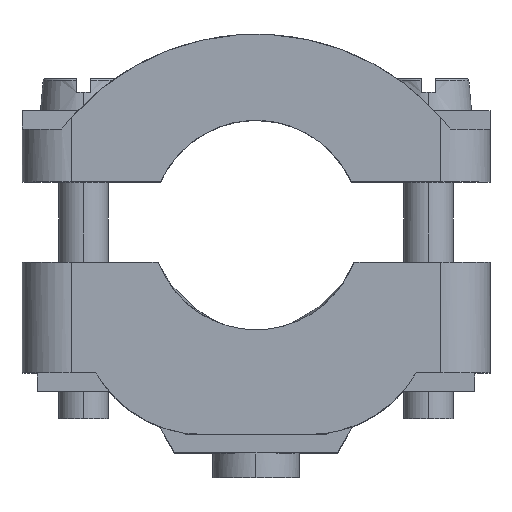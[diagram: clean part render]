
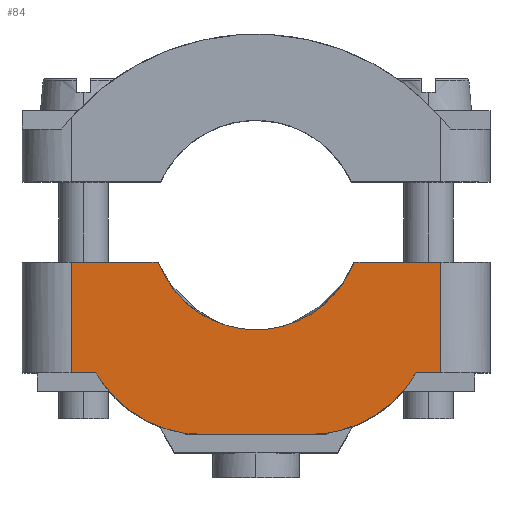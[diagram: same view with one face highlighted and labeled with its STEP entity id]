
A CAD part, top view. The second image highlights one B-rep face of the part: STEP entity #84.
In plain terms, the highlighted planar face has unit normal (0, 0, 1).
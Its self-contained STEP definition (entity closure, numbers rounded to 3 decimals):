
#84=ADVANCED_FACE('',(#201),#1869,.T.);
#201=FACE_OUTER_BOUND('',#324,.T.);
#324=EDGE_LOOP('',(#597,#598,#599,#600,#601,#602,#603,#604,#605,#606));
#597=ORIENTED_EDGE('',*,*,#1134,.F.);
#598=ORIENTED_EDGE('',*,*,#1110,.T.);
#599=ORIENTED_EDGE('',*,*,#1143,.F.);
#600=ORIENTED_EDGE('',*,*,#1114,.T.);
#601=ORIENTED_EDGE('',*,*,#1135,.F.);
#602=ORIENTED_EDGE('',*,*,#1136,.F.);
#603=ORIENTED_EDGE('',*,*,#1178,.F.);
#604=ORIENTED_EDGE('',*,*,#1131,.T.);
#605=ORIENTED_EDGE('',*,*,#1174,.F.);
#606=ORIENTED_EDGE('',*,*,#1133,.F.);
#1110=EDGE_CURVE('',#1699,#1700,#1498,.T.);
#1114=EDGE_CURVE('',#1706,#1705,#1502,.T.);
#1131=EDGE_CURVE('',#1724,#1723,#1519,.T.);
#1133=EDGE_CURVE('',#1725,#1726,#1521,.T.);
#1134=EDGE_CURVE('',#1699,#1725,#1522,.T.);
#1135=EDGE_CURVE('',#1727,#1705,#1523,.T.);
#1136=EDGE_CURVE('',#1728,#1727,#1524,.T.);
#1143=EDGE_CURVE('',#1706,#1700,#1383,.T.);
#1174=EDGE_CURVE('',#1726,#1723,#1390,.T.);
#1178=EDGE_CURVE('',#1724,#1728,#1394,.T.);
#1383=(
BOUNDED_CURVE()
B_SPLINE_CURVE(2,(#3315,#3316,#3317,#3318,#3319),.UNSPECIFIED.,.F.,.F.)
B_SPLINE_CURVE_WITH_KNOTS((3,2,3),(-20.571,-10.286,
0.),.UNSPECIFIED.)
CURVE()
GEOMETRIC_REPRESENTATION_ITEM()
RATIONAL_B_SPLINE_CURVE((1.,0.822,1.,0.822,1.))
REPRESENTATION_ITEM('')
);
#1390=(
BOUNDED_CURVE()
B_SPLINE_CURVE(2,(#3562,#3563,#3564),.UNSPECIFIED.,.F.,.F.)
B_SPLINE_CURVE_WITH_KNOTS((3,3),(-10.472,0.),.UNSPECIFIED.)
CURVE()
GEOMETRIC_REPRESENTATION_ITEM()
RATIONAL_B_SPLINE_CURVE((1.,0.866,1.))
REPRESENTATION_ITEM('')
);
#1394=(
BOUNDED_CURVE()
B_SPLINE_CURVE(2,(#3574,#3575,#3576),.UNSPECIFIED.,.F.,.F.)
B_SPLINE_CURVE_WITH_KNOTS((3,3),(-10.472,0.),.UNSPECIFIED.)
CURVE()
GEOMETRIC_REPRESENTATION_ITEM()
RATIONAL_B_SPLINE_CURVE((1.,0.866,1.))
REPRESENTATION_ITEM('')
);
#1498=B_SPLINE_CURVE_WITH_KNOTS('',1,(#3089,#3090),.UNSPECIFIED.,.F.,.F.,
(2,2),(0.,7.047),.UNSPECIFIED.);
#1502=B_SPLINE_CURVE_WITH_KNOTS('',1,(#3097,#3098),.UNSPECIFIED.,.F.,.F.,
(2,2),(0.,7.047),.UNSPECIFIED.);
#1519=B_SPLINE_CURVE_WITH_KNOTS('',1,(#3131,#3132),.UNSPECIFIED.,.F.,.F.,
(2,2),(0.,8.679),.UNSPECIFIED.);
#1521=B_SPLINE_CURVE_WITH_KNOTS('',1,(#3135,#3136),.UNSPECIFIED.,.F.,.F.,
(2,2),(0.,2.),.UNSPECIFIED.);
#1522=B_SPLINE_CURVE_WITH_KNOTS('',1,(#3137,#3138),.UNSPECIFIED.,.F.,.F.,
(2,2),(-9.,0.),.UNSPECIFIED.);
#1523=B_SPLINE_CURVE_WITH_KNOTS('',1,(#3139,#3140),.UNSPECIFIED.,.F.,.F.,
(2,2),(-9.,0.),.UNSPECIFIED.);
#1524=B_SPLINE_CURVE_WITH_KNOTS('',1,(#3141,#3142),.UNSPECIFIED.,.F.,.F.,
(2,2),(0.,2.),.UNSPECIFIED.);
#1699=VERTEX_POINT('',#2989);
#1700=VERTEX_POINT('',#2990);
#1705=VERTEX_POINT('',#2995);
#1706=VERTEX_POINT('',#2996);
#1723=VERTEX_POINT('',#3013);
#1724=VERTEX_POINT('',#3014);
#1725=VERTEX_POINT('',#3015);
#1726=VERTEX_POINT('',#3016);
#1727=VERTEX_POINT('',#3017);
#1728=VERTEX_POINT('',#3018);
#1869=PLANE('',#2163);
#2163=AXIS2_PLACEMENT_3D('',#2771,#2232,$);
#2232=DIRECTION('',(0.,0.,1.));
#2771=CARTESIAN_POINT('',(18.001,-33.901,14.));
#2989=CARTESIAN_POINT('',(15.,-18.5,14.));
#2990=CARTESIAN_POINT('',(7.953,-18.5,14.));
#2995=CARTESIAN_POINT('',(-15.,-18.5,14.));
#2996=CARTESIAN_POINT('',(-7.953,-18.5,14.));
#3013=CARTESIAN_POINT('',(4.34,-32.5,14.));
#3014=CARTESIAN_POINT('',(-4.34,-32.5,14.));
#3015=CARTESIAN_POINT('',(15.,-27.5,14.));
#3016=CARTESIAN_POINT('',(13.,-27.5,14.));
#3017=CARTESIAN_POINT('',(-15.,-27.5,14.));
#3018=CARTESIAN_POINT('',(-13.,-27.5,14.));
#3089=CARTESIAN_POINT('',(15.,-18.5,14.));
#3090=CARTESIAN_POINT('',(7.953,-18.5,14.));
#3097=CARTESIAN_POINT('',(-7.953,-18.5,14.));
#3098=CARTESIAN_POINT('',(-15.,-18.5,14.));
#3131=CARTESIAN_POINT('',(-4.34,-32.5,14.));
#3132=CARTESIAN_POINT('',(4.34,-32.5,14.));
#3135=CARTESIAN_POINT('',(15.,-27.5,14.));
#3136=CARTESIAN_POINT('',(13.,-27.5,14.));
#3137=CARTESIAN_POINT('',(15.,-18.5,14.));
#3138=CARTESIAN_POINT('',(15.,-27.5,14.));
#3139=CARTESIAN_POINT('',(-15.,-27.5,14.));
#3140=CARTESIAN_POINT('',(-15.,-18.5,14.));
#3141=CARTESIAN_POINT('',(-13.,-27.5,14.));
#3142=CARTESIAN_POINT('',(-15.,-27.5,14.));
#3315=CARTESIAN_POINT('',(-7.953,-18.5,14.));
#3316=CARTESIAN_POINT('',(-5.878,-24.,14.));
#3317=CARTESIAN_POINT('',(0.,-24.,14.));
#3318=CARTESIAN_POINT('',(5.878,-24.,14.));
#3319=CARTESIAN_POINT('',(7.953,-18.5,14.));
#3562=CARTESIAN_POINT('',(13.,-27.5,14.));
#3563=CARTESIAN_POINT('',(10.113,-32.5,14.));
#3564=CARTESIAN_POINT('',(4.34,-32.5,14.));
#3574=CARTESIAN_POINT('',(-4.34,-32.5,14.));
#3575=CARTESIAN_POINT('',(-10.113,-32.5,14.));
#3576=CARTESIAN_POINT('',(-13.,-27.5,14.));
